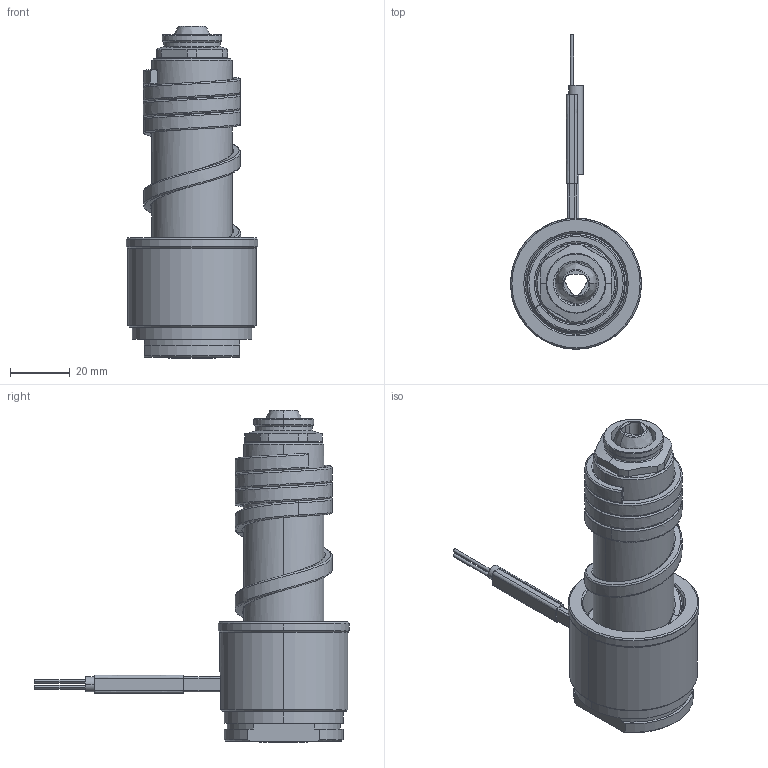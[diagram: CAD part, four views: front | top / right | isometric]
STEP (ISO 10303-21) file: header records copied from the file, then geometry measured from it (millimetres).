
FILE_DESCRIPTION((''),'2;1');
FILE_NAME('EL-116-CEG','2014-03-04T',('Íàòàëüÿ'),('IMID'),'PRO/ENGINEER BY PARAMETRIC TECHNOLOGY CORPORATION, 2010180','PRO/ENGINEER BY PARAMETRIC TECHNOLOGY CORPORATION, 2010180','');
FILE_SCHEMA(('CONFIG_CONTROL_DESIGN'));
Length unit declared in the file: millimetre
Products named in the file (1): EL-116-CEG
Bounding box: 44 x 105.5 x 111.3 mm (x, y, z)
Volume: 86089.2 mm3; surface area: 34000.9 mm2
Topology: 1 solids, 8 shells, 315 faces, 769 edges, 458 vertices
Faces by surface type: cylinder 107, cone 56, bspline 53, plane 53, torus 29, revolution 9, extrusion 8
Entity records: 15649 total; most frequent: CARTESIAN_POINT 8553, ORIENTED_EDGE 1498, DIRECTION 1404, EDGE_CURVE 761, AXIS2_PLACEMENT_3D 559, VERTEX_POINT 458, EDGE_LOOP 339, FACE_OUTER_BOUND 315
